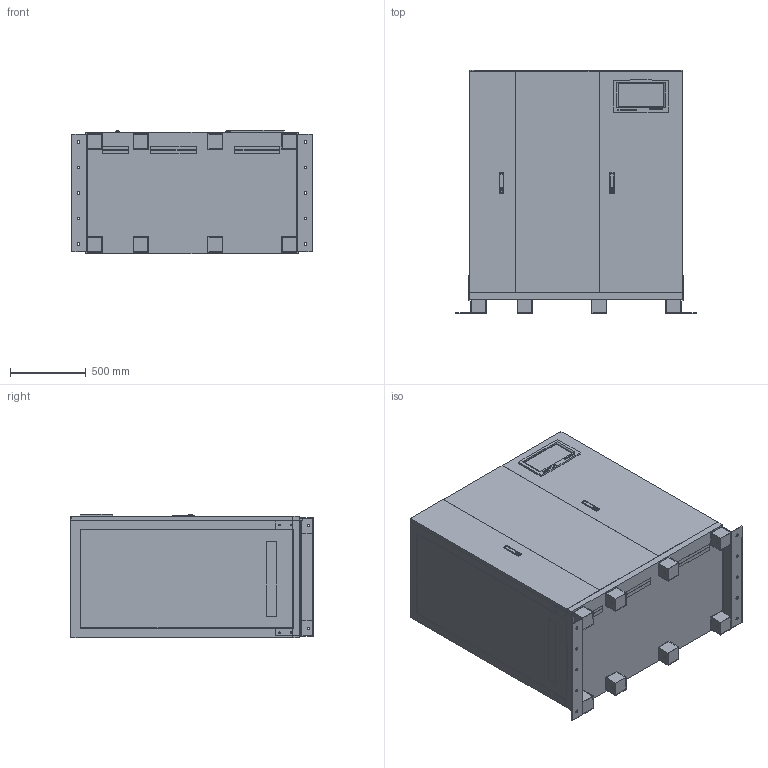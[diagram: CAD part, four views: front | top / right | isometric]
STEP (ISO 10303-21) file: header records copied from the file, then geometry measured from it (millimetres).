
FILE_DESCRIPTION (( 'STEP AP214' ), '1' );
FILE_NAME ('AEL1100-SV.STEP', '2025-09-12T18:54:15', ( '' ), ( '' ), 'SwSTEP 2.0', 'SolidWorks 2016', '' );
FILE_SCHEMA (( 'AUTOMOTIVE_DESIGN' ));
Length unit declared in the file: inch
Products named in the file (8): A1100 A01; 5011-339-01; ADisplaly; A1100 Item 1; ALock; AEL1100-SV; ABase1100; 5011-339-02
Assembly tree (8 placements, depth 3):
  AEL1100-SV
    A1100 A01
      ABase1100
      A1100 Item 1
      ALock  x2
      ADisplaly
    5011-339-01
    5011-339-02
Bounding box: 1585 x 1603 x 812.7 mm (x, y, z)
Volume: 1697379097.8 mm3; surface area: 13614369 mm2
Topology: 7 solids, 7 shells, 570 faces, 1423 edges, 934 vertices
Faces by surface type: plane 424, cylinder 146
Entity records: 16076 total; most frequent: CARTESIAN_POINT 2722, DIRECTION 2660, ORIENTED_EDGE 2636, EDGE_CURVE 1318, LINE 1056, VECTOR 1056, VERTEX_POINT 864, AXIS2_PLACEMENT_3D 802
